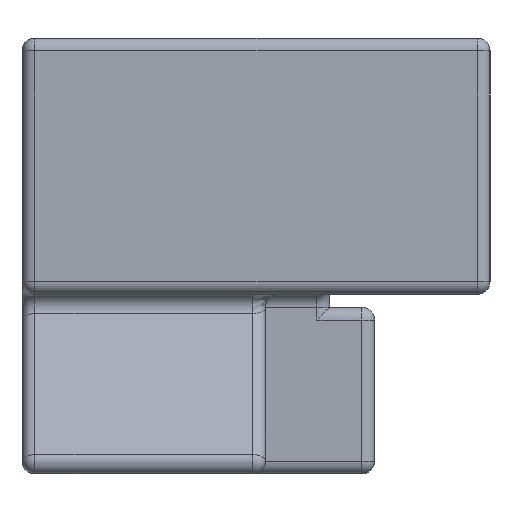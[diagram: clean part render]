
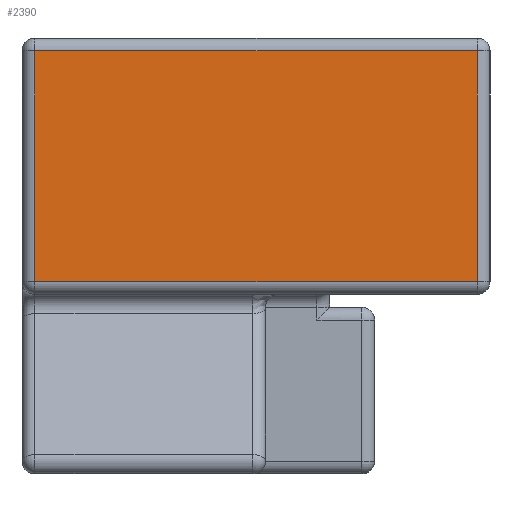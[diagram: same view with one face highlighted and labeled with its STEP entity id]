
A CAD part, left-side view. The second image highlights one B-rep face of the part: STEP entity #2390.
In plain terms, the highlighted planar face has unit normal (-1, 0, 0).
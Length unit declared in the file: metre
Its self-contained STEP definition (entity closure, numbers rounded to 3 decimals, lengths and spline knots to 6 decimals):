
#448=ORIENTED_EDGE('',*,*,#1184,.T.);
#449=ORIENTED_EDGE('',*,*,#1185,.T.);
#450=ORIENTED_EDGE('',*,*,#1186,.T.);
#451=ORIENTED_EDGE('',*,*,#1187,.T.);
#1184=EDGE_CURVE('',#1552,#1553,#1740,.F.);
#1185=EDGE_CURVE('',#1553,#1554,#1741,.F.);
#1186=EDGE_CURVE('',#1554,#1555,#1742,.F.);
#1187=EDGE_CURVE('',#1555,#1552,#1743,.F.);
#1552=VERTEX_POINT('',#4036);
#1553=VERTEX_POINT('',#4037);
#1554=VERTEX_POINT('',#4039);
#1555=VERTEX_POINT('',#4041);
#1740=LINE('',#4035,#1906);
#1741=LINE('',#4038,#1907);
#1742=LINE('',#4040,#1908);
#1743=LINE('',#4042,#1909);
#1906=VECTOR('',#3067,1.);
#1907=VECTOR('',#3068,1.);
#1908=VECTOR('',#3069,1.);
#1909=VECTOR('',#3070,1.);
#2002=EDGE_LOOP('',(#448,#449,#450,#451));
#2178=FACE_BOUND('',#2002,.T.);
#2354=PLANE('',#2593);
#2390=ADVANCED_FACE('',(#2178),#2354,.T.);
#2593=AXIS2_PLACEMENT_3D('',#4034,#3065,#3066);
#3065=DIRECTION('',(-1.,0.,0.));
#3066=DIRECTION('',(0.,0.,1.));
#3067=DIRECTION('',(0.,-1.,0.));
#3068=DIRECTION('',(0.,0.,1.));
#3069=DIRECTION('',(0.,1.,0.));
#3070=DIRECTION('',(0.,0.,-1.));
#4034=CARTESIAN_POINT('',(0.0147,0.01825,0.01));
#4035=CARTESIAN_POINT('',(0.0147,0.01825,0.0098));
#4036=CARTESIAN_POINT('',(0.0147,0.0149,0.0098));
#4037=CARTESIAN_POINT('',(0.0147,0.0218,0.0098));
#4038=CARTESIAN_POINT('',(0.0147,0.0218,0.01));
#4039=CARTESIAN_POINT('',(0.0147,0.0218,0.0062));
#4040=CARTESIAN_POINT('',(0.0147,0.0147,0.0062));
#4041=CARTESIAN_POINT('',(0.0147,0.0149,0.0062));
#4042=CARTESIAN_POINT('',(0.0147,0.0149,0.01));
